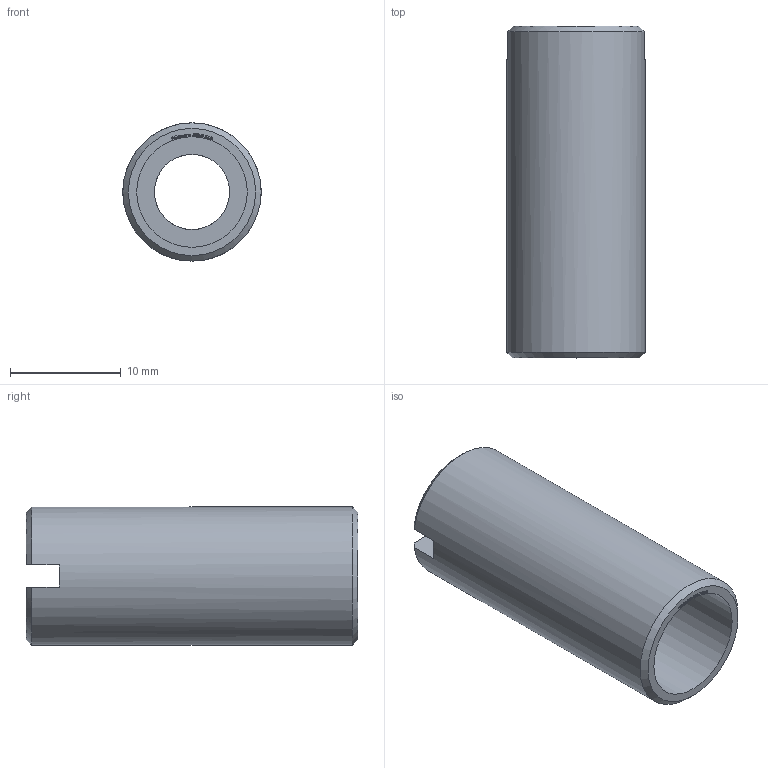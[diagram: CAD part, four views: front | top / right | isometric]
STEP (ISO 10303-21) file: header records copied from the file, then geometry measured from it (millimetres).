
FILE_DESCRIPTION (( 'STEP AP203' ), '1' );
FILE_NAME ('58369-ST-8.step', '2020-01-28T14:25:28', ( '' ), ( '' ), 'SwSTEP 2.0', 'SolidWorks 2015', '' );
FILE_SCHEMA (( 'CONFIG_CONTROL_DESIGN' ));
Length unit declared in the file: millimetre
Products named in the file (2): 58369-ST-8
Bounding box: 12.5 x 30 x 12.5 mm (x, y, z)
Volume: 1694.3 mm3; surface area: 2171.7 mm2
Topology: 1 solids, 1 shells, 269 faces, 723 edges, 487 vertices
Faces by surface type: bspline 137, plane 124, cone 5, cylinder 3
Full cylindrical faces by diameter (mm): 6.8 x1, 10 x1, 12.5 x1
Entity records: 15866 total; most frequent: CARTESIAN_POINT 9951, ORIENTED_EDGE 1426, DIRECTION 716, EDGE_CURVE 713, VERTEX_POINT 477, VECTOR 414, LINE 414, EDGE_LOOP 302
